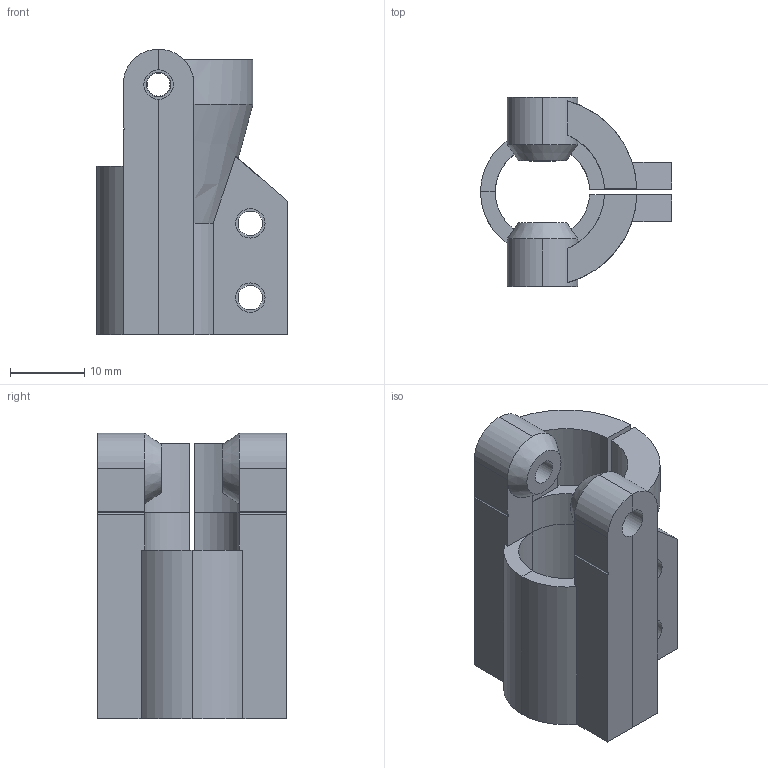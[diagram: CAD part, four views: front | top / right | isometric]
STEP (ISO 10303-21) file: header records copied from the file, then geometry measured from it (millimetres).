
FILE_DESCRIPTION(('FreeCAD Model'),'2;1');
FILE_NAME('Open CASCADE Shape Model','2022-02-13T14:11:33',(''),(''), 'Open CASCADE STEP processor 7.5','FreeCAD','Unknown');
FILE_SCHEMA(('AUTOMOTIVE_DESIGN { 1 0 10303 214 1 1 1 1 }'));
Length unit declared in the file: millimetre
Products named in the file (1): Body Inserts
Bounding box: 25.7 x 25.4 x 38.43 mm (x, y, z)
Volume: 8686.3 mm3; surface area: 5849.4 mm2
Topology: 1 solids, 1 shells, 99 faces, 244 edges, 148 vertices
Faces by surface type: plane 61, cylinder 33, cone 5
Full cylindrical faces by diameter (mm): 3.3 x6, 3.965 x3
Entity records: 6390 total; most frequent: CARTESIAN_POINT 1404, DIRECTION 965, LINE 542, VECTOR 542, ORIENTED_EDGE 488, PCURVE 488, DEFINITIONAL_REPRESENTATION 488, EDGE_CURVE 244
